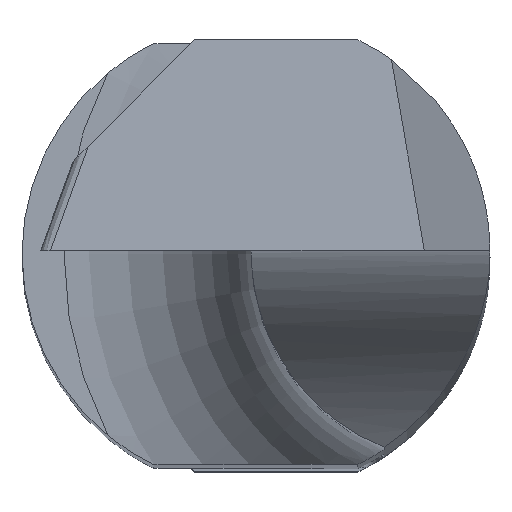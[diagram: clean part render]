
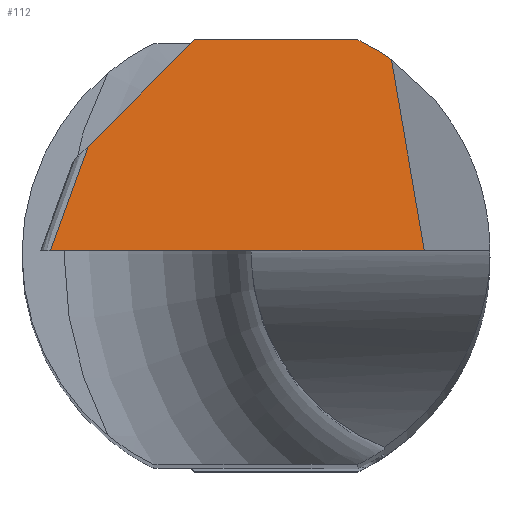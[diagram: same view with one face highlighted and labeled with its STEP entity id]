
A CAD part, top view. The second image highlights one B-rep face of the part: STEP entity #112.
In plain terms, the highlighted planar face has unit normal (0.035, 0.044, 0.998).
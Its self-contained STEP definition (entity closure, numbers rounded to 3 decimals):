
#71=PLANE('',#996);
#112=ADVANCED_FACE('',(#162),#71,.F.);
#162=FACE_OUTER_BOUND('',#204,.T.);
#204=EDGE_LOOP('',(#440,#441,#442,#443,#444,#445));
#231=ELLIPSE('',#969,2.504,2.5);
#440=ORIENTED_EDGE('',*,*,#672,.F.);
#441=ORIENTED_EDGE('',*,*,#606,.T.);
#442=ORIENTED_EDGE('',*,*,#673,.T.);
#443=ORIENTED_EDGE('',*,*,#665,.F.);
#444=ORIENTED_EDGE('',*,*,#671,.F.);
#445=ORIENTED_EDGE('',*,*,#651,.T.);
#511=VERTEX_POINT('',#1575);
#512=VERTEX_POINT('',#1577);
#543=VERTEX_POINT('',#1891);
#544=VERTEX_POINT('',#1893);
#552=VERTEX_POINT('',#2067);
#554=VERTEX_POINT('',#2070);
#606=EDGE_CURVE('',#512,#511,#231,.T.);
#651=EDGE_CURVE('',#544,#543,#815,.T.);
#665=EDGE_CURVE('',#552,#554,#822,.T.);
#671=EDGE_CURVE('',#544,#552,#827,.T.);
#672=EDGE_CURVE('',#512,#543,#828,.T.);
#673=EDGE_CURVE('',#511,#554,#829,.T.);
#815=LINE('',#1892,#874);
#822=LINE('',#2069,#881);
#827=LINE('',#2099,#887);
#828=LINE('',#2108,#889);
#829=LINE('',#2109,#890);
#874=VECTOR('',#1146,1.);
#881=VECTOR('',#1159,1.);
#887=VECTOR('',#1169,1.);
#889=VECTOR('',#1171,1.);
#890=VECTOR('',#1172,1.);
#969=AXIS2_PLACEMENT_3D('',#1576,#1090,#1091);
#996=AXIS2_PLACEMENT_3D('',#2110,#1173,#1174);
#1090=DIRECTION('',(0.035,0.044,0.998));
#1091=DIRECTION('',(0.623,0.78,-0.056));
#1146=DIRECTION('',(0.999,0.,-0.035));
#1159=DIRECTION('',(0.706,0.706,-0.055));
#1169=DIRECTION('',(0.342,0.938,-0.053));
#1171=DIRECTION('',(0.17,-0.985,0.037));
#1172=DIRECTION('',(-0.999,0.,0.035));
#1173=DIRECTION('',(-0.035,-0.044,-0.998));
#1174=DIRECTION('',(0.002,-0.999,0.044));
#1575=CARTESIAN_POINT('',(1.09,2.25,34.787));
#1576=CARTESIAN_POINT('',(0.,0.,34.923));
#1577=CARTESIAN_POINT('',(1.449,2.038,34.784));
#1891=CARTESIAN_POINT('',(1.8,0.,34.86));
#1892=CARTESIAN_POINT('',(-2.197,0.,35.));
#1893=CARTESIAN_POINT('',(-2.197,0.,35.));
#2067=CARTESIAN_POINT('',(-1.792,1.113,34.937));
#2069=CARTESIAN_POINT('',(-1.792,1.113,34.937));
#2070=CARTESIAN_POINT('',(-0.654,2.25,34.848));
#2099=CARTESIAN_POINT('',(-2.197,0.,35.));
#2108=CARTESIAN_POINT('',(1.449,2.038,34.784));
#2109=CARTESIAN_POINT('',(1.09,2.25,34.787));
#2110=CARTESIAN_POINT('',(-3.126,2.25,34.934));
